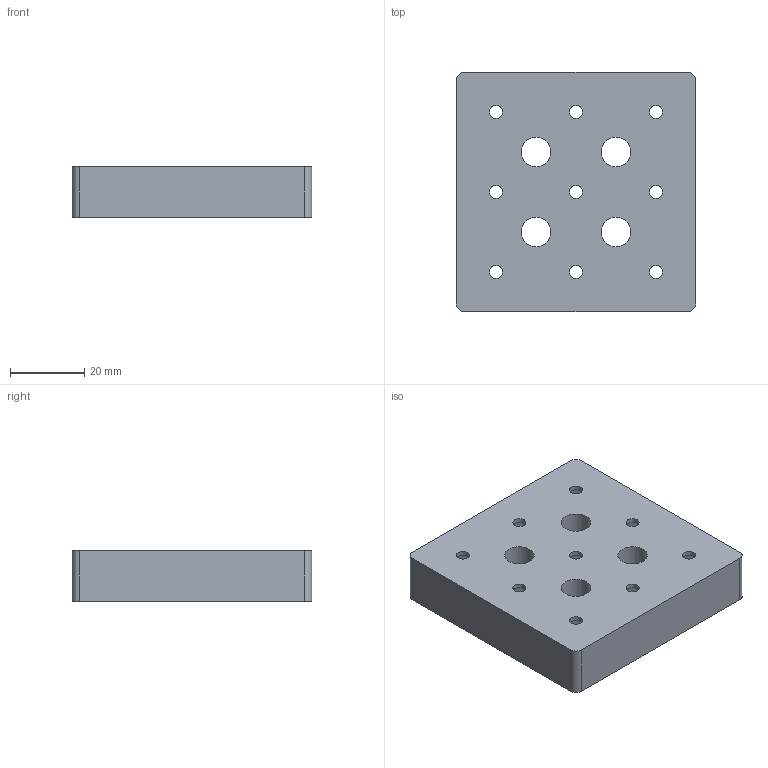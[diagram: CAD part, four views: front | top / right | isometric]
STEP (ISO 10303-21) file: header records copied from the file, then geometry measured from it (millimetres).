
FILE_DESCRIPTION(/* description */ ('STEP AP242','CAx-IF Rec.Pracs.---Representation and Presentation of Product Manufacturing Information (PMI)---4.0---2014-10-13','CAx-IF Rec.Pracs.---3D Tessellated Geometry---0.4---2014-09-14','2;1'),/* implementation_level */ '2;1');
FILE_NAME(/* name */ '66b0fff3a8049331483082ef',/* time_stamp */ '2024-08-05T16:38:11Z',/* author */ (''),/* organization */ (''),/* preprocessor_version */ 'ST-DEVELOPER v20',/* originating_system */ ' ',/* authorisation */ ' ');
FILE_SCHEMA (('AP242_MANAGED_MODEL_BASED_3D_ENGINEERING_MIM_LF { 1 0 10303 442 1 1 4 }'));
Length unit declared in the file: metre
Products named in the file (1): Cover
Bounding box: 64.57 x 64.57 x 13.7 mm (x, y, z)
Volume: 15843.5 mm3; surface area: 19492.4 mm2
Topology: 1 solids, 1 shells, 73 faces, 198 edges, 132 vertices
Faces by surface type: plane 43, cylinder 30
Full cylindrical faces by diameter (mm): 2.05 x4, 3.5 x9, 8 x4, 20.5 x9
Entity records: 2198 total; most frequent: DIRECTION 394, CARTESIAN_POINT 360, ORIENTED_EDGE 326, EDGE_CURVE 163, AXIS2_PLACEMENT_3D 157, EDGE_LOOP 130, FACE_BOUND 130, VERTEX_POINT 123
